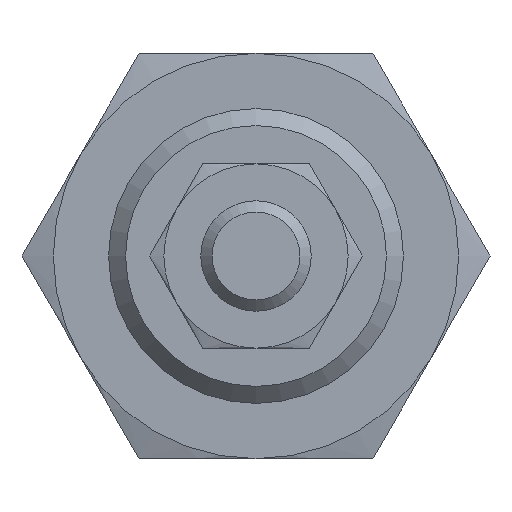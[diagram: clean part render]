
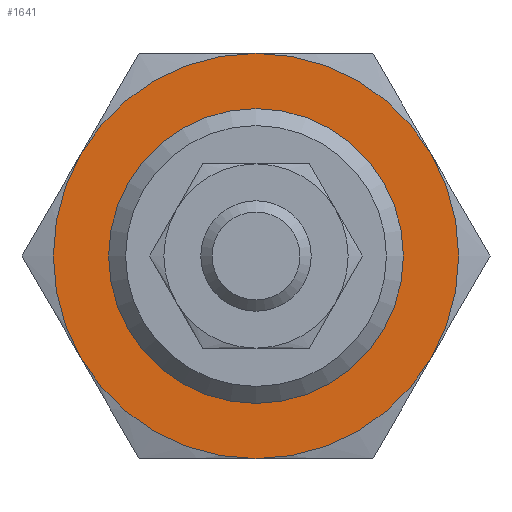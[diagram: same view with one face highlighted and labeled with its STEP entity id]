
A CAD part, left-side view. The second image highlights one B-rep face of the part: STEP entity #1641.
In plain terms, the highlighted planar face has unit normal (-1, 0, 0).
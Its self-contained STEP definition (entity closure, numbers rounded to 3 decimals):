
#243=PLANE('',#1887);
#317=CIRCLE('',#1878,11.);
#318=CIRCLE('',#1880,11.);
#319=CIRCLE('',#1882,11.);
#320=CIRCLE('',#1884,11.);
#321=CIRCLE('',#1886,11.);
#322=CIRCLE('',#1888,11.);
#323=CIRCLE('',#1889,8.);
#642=ORIENTED_EDGE('',*,*,#940,.F.);
#643=ORIENTED_EDGE('',*,*,#942,.F.);
#644=ORIENTED_EDGE('',*,*,#945,.F.);
#645=ORIENTED_EDGE('',*,*,#948,.F.);
#646=ORIENTED_EDGE('',*,*,#935,.F.);
#647=ORIENTED_EDGE('',*,*,#936,.F.);
#648=ORIENTED_EDGE('',*,*,#949,.T.);
#935=EDGE_CURVE('',#1111,#1109,#317,.T.);
#936=EDGE_CURVE('',#1112,#1111,#318,.T.);
#940=EDGE_CURVE('',#1115,#1112,#319,.T.);
#942=EDGE_CURVE('',#1116,#1115,#320,.T.);
#945=EDGE_CURVE('',#1118,#1116,#321,.T.);
#948=EDGE_CURVE('',#1109,#1118,#322,.T.);
#949=EDGE_CURVE('',#1120,#1120,#323,.T.);
#1109=VERTEX_POINT('',#2873);
#1111=VERTEX_POINT('',#2879);
#1112=VERTEX_POINT('',#2883);
#1115=VERTEX_POINT('',#2899);
#1116=VERTEX_POINT('',#2907);
#1118=VERTEX_POINT('',#2919);
#1120=VERTEX_POINT('',#2932);
#1315=EDGE_LOOP('',(#642,#643,#644,#645,#646,#647));
#1316=EDGE_LOOP('',(#648));
#1467=FACE_BOUND('',#1315,.T.);
#1468=FACE_BOUND('',#1316,.T.);
#1641=ADVANCED_FACE('',(#1467,#1468),#243,.F.);
#1878=AXIS2_PLACEMENT_3D('',#2880,#2263,#2264);
#1880=AXIS2_PLACEMENT_3D('',#2882,#2267,#2268);
#1882=AXIS2_PLACEMENT_3D('',#2900,#2271,#2272);
#1884=AXIS2_PLACEMENT_3D('',#2906,#2275,#2276);
#1886=AXIS2_PLACEMENT_3D('',#2918,#2279,#2280);
#1887=AXIS2_PLACEMENT_3D('',#2929,#2281,#2282);
#1888=AXIS2_PLACEMENT_3D('',#2930,#2283,#2284);
#1889=AXIS2_PLACEMENT_3D('',#2931,#2285,#2286);
#2263=DIRECTION('',(1.,0.,0.));
#2264=DIRECTION('',(0.,0.,-1.));
#2267=DIRECTION('',(1.,0.,0.));
#2268=DIRECTION('',(0.,0.,-1.));
#2271=DIRECTION('',(1.,0.,0.));
#2272=DIRECTION('',(0.,0.,-1.));
#2275=DIRECTION('',(1.,0.,0.));
#2276=DIRECTION('',(0.,0.,-1.));
#2279=DIRECTION('',(1.,0.,0.));
#2280=DIRECTION('',(0.,0.,-1.));
#2281=DIRECTION('',(1.,0.,0.));
#2282=DIRECTION('',(0.,0.,-1.));
#2283=DIRECTION('',(1.,0.,0.));
#2284=DIRECTION('',(0.,0.,-1.));
#2285=DIRECTION('',(1.,0.,0.));
#2286=DIRECTION('',(0.,0.,-1.));
#2873=CARTESIAN_POINT('',(0.,-9.526,5.5));
#2879=CARTESIAN_POINT('',(0.,0.,11.));
#2880=CARTESIAN_POINT('',(0.,0.,0.));
#2882=CARTESIAN_POINT('',(0.,0.,0.));
#2883=CARTESIAN_POINT('',(0.,9.526,5.5));
#2899=CARTESIAN_POINT('',(0.,9.526,-5.5));
#2900=CARTESIAN_POINT('',(0.,0.,0.));
#2906=CARTESIAN_POINT('',(0.,0.,0.));
#2907=CARTESIAN_POINT('',(0.,0.,-11.));
#2918=CARTESIAN_POINT('',(0.,0.,0.));
#2919=CARTESIAN_POINT('',(0.,-9.526,-5.5));
#2929=CARTESIAN_POINT('',(0.,0.,0.));
#2930=CARTESIAN_POINT('',(0.,0.,0.));
#2931=CARTESIAN_POINT('',(0.,0.,0.));
#2932=CARTESIAN_POINT('',(0.,0.,-8.));
